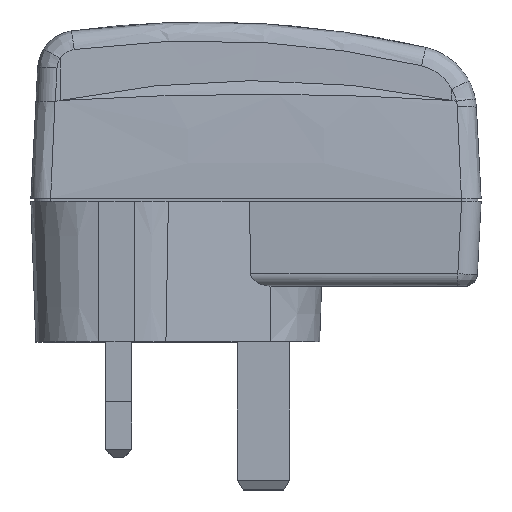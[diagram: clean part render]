
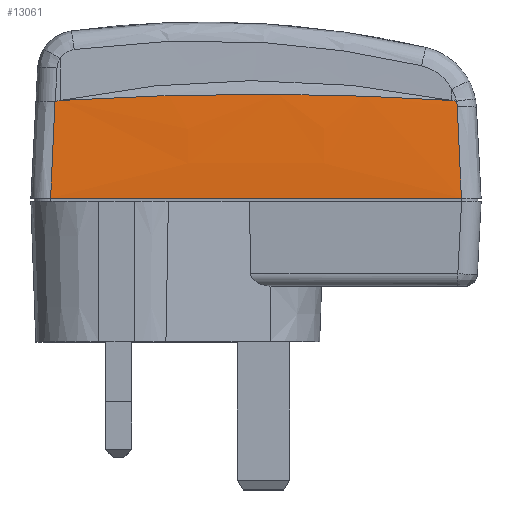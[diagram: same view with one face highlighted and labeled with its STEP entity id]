
A CAD part, top view. The second image highlights one B-rep face of the part: STEP entity #13061.
In plain terms, the highlighted free-form (B-spline) face has degree [3, 3] with [4, 4] control points.
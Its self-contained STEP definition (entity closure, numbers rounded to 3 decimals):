
#7969=DIRECTION('',(1.,0.,0.));
#7970=VECTOR('',#7969,62.941);
#7971=CARTESIAN_POINT('',(-31.47,0.,
15.9));
#7972=LINE('',#7971,#7970);
#8247=CARTESIAN_POINT('',(30.838,14.026,14.972));
#8248=CARTESIAN_POINT('',(30.908,12.471,15.134));
#8249=CARTESIAN_POINT('',(31.049,9.359,15.419));
#8250=CARTESIAN_POINT('',(31.26,4.683,15.728));
#8251=CARTESIAN_POINT('',(31.4,1.561,15.856));
#8252=CARTESIAN_POINT('',(31.47,0.,
15.9));
#8277=CARTESIAN_POINT('',(29.997,14.967,14.897));
#8278=CARTESIAN_POINT('',(30.112,14.945,14.896));
#8279=CARTESIAN_POINT('',(30.347,14.895,14.894));
#8280=CARTESIAN_POINT('',(30.576,14.851,14.892));
#8281=CARTESIAN_POINT('',(30.691,14.829,14.89));
#8283=CARTESIAN_POINT('',(30.756,14.828,14.889));
#8284=CARTESIAN_POINT('',(30.762,14.792,14.892));
#8285=CARTESIAN_POINT('',(30.773,14.718,14.9));
#8286=CARTESIAN_POINT('',(30.789,14.599,14.912));
#8287=CARTESIAN_POINT('',(30.804,14.472,14.926));
#8288=CARTESIAN_POINT('',(30.818,14.335,14.94));
#8289=CARTESIAN_POINT('',(30.829,14.187,14.955));
#8290=CARTESIAN_POINT('',(30.835,14.081,14.967));
#8291=CARTESIAN_POINT('',(30.838,14.026,14.972));
#8293=CARTESIAN_POINT('',(-30.759,14.815,14.89));
#8294=CARTESIAN_POINT('',(-30.633,14.84,14.891));
#8295=CARTESIAN_POINT('',(-30.381,14.888,14.894));
#8296=CARTESIAN_POINT('',(-30.124,14.942,14.896));
#8297=CARTESIAN_POINT('',(-29.997,14.967,14.897));
#8299=CARTESIAN_POINT('',(29.997,14.967,14.897));
#8300=CARTESIAN_POINT('',(24.998,15.28,15.019));
#8301=CARTESIAN_POINT('',(14.989,15.756,15.218));
#8302=CARTESIAN_POINT('',(0.,15.991,
15.325));
#8303=CARTESIAN_POINT('',(-14.989,15.756,15.218));
#8304=CARTESIAN_POINT('',(-24.998,15.28,15.019));
#8305=CARTESIAN_POINT('',(-29.997,14.967,14.897));
#8322=CARTESIAN_POINT('',(30.691,14.829,14.89));
#8331=CARTESIAN_POINT('',(30.756,14.828,14.889));
#8332=CARTESIAN_POINT('',(30.749,14.826,14.889));
#8333=CARTESIAN_POINT('',(30.735,14.825,14.889));
#8334=CARTESIAN_POINT('',(30.713,14.825,14.89));
#8335=CARTESIAN_POINT('',(30.698,14.827,14.89));
#8336=CARTESIAN_POINT('',(30.691,14.829,14.89));
#8433=CARTESIAN_POINT('',(-30.802,14.812,14.889));
#8434=CARTESIAN_POINT('',(-30.797,14.812,14.889));
#8435=CARTESIAN_POINT('',(-30.788,14.812,14.889));
#8436=CARTESIAN_POINT('',(-30.774,14.813,14.89));
#8437=CARTESIAN_POINT('',(-30.764,14.814,14.89));
#8438=CARTESIAN_POINT('',(-30.759,14.815,14.89));
#8486=CARTESIAN_POINT('',(-30.802,14.812,14.889));
#8487=CARTESIAN_POINT('',(-30.876,13.172,15.067));
#8488=CARTESIAN_POINT('',(-31.025,9.886,15.379));
#8489=CARTESIAN_POINT('',(-31.248,4.946,15.716));
#8490=CARTESIAN_POINT('',(-31.396,1.649,15.853));
#8491=CARTESIAN_POINT('',(-31.47,0.,
15.9));
#8504=CARTESIAN_POINT('',(-29.997,14.967,14.897));
#8512=CARTESIAN_POINT('',(29.997,14.967,14.897));
#12072=VERTEX_POINT('',#8504);
#12073=VERTEX_POINT('',#8512);
#12074=VERTEX_POINT('',#8247);
#12075=VERTEX_POINT('',#8252);
#12080=VERTEX_POINT('',#8322);
#12094=CARTESIAN_POINT('',(-30.759,14.815,
14.89));
#12095=VERTEX_POINT('',#12094);
#12096=VERTEX_POINT('',#8433);
#12098=VERTEX_POINT('',#8491);
#12099=VERTEX_POINT('',#8331);
#13026=CARTESIAN_POINT('',(-32.099,16.246,
14.679));
#13027=CARTESIAN_POINT('',(-10.7,16.225,
15.457));
#13028=CARTESIAN_POINT('',(10.7,16.225,15.457));
#13029=CARTESIAN_POINT('',(32.099,16.246,14.679));
#13030=CARTESIAN_POINT('',(-32.099,10.747,
15.344));
#13031=CARTESIAN_POINT('',(-10.7,10.721,
15.856));
#13032=CARTESIAN_POINT('',(10.7,10.721,15.856));
#13033=CARTESIAN_POINT('',(32.099,10.747,15.344));
#13034=CARTESIAN_POINT('',(-32.099,5.217,
15.755));
#13035=CARTESIAN_POINT('',(-10.7,5.199,
16.002));
#13036=CARTESIAN_POINT('',(10.7,5.199,16.002));
#13037=CARTESIAN_POINT('',(32.099,5.217,15.755));
#13038=CARTESIAN_POINT('',(-32.099,-0.319,
15.909));
#13039=CARTESIAN_POINT('',(-10.7,-0.318,
15.894));
#13040=CARTESIAN_POINT('',(10.7,-0.318,
15.894));
#13041=CARTESIAN_POINT('',(32.099,-0.319,
15.909));
#13042=B_SPLINE_SURFACE_WITH_KNOTS('',3,3,((#13026,#13027,#13028,#13029),
(#13030,#13031,#13032,#13033),(#13034,#13035,#13036,#13037),(#13038,#13039,
#13040,#13041)),.UNSPECIFIED.,.F.,.F.,.F.,(4,4),(4,4),(0.377,
1.012),(0.035,0.965),.UNSPECIFIED.);
#13044=ORIENTED_EDGE('',*,*,#13043,.T.);
#13046=ORIENTED_EDGE('',*,*,#13045,.F.);
#13048=ORIENTED_EDGE('',*,*,#13047,.T.);
#13049=ORIENTED_EDGE('',*,*,#13017,.T.);
#13050=ORIENTED_EDGE('',*,*,#12728,.F.);
#13052=ORIENTED_EDGE('',*,*,#13051,.F.);
#13054=ORIENTED_EDGE('',*,*,#13053,.T.);
#13056=ORIENTED_EDGE('',*,*,#13055,.T.);
#13058=ORIENTED_EDGE('',*,*,#13057,.F.);
#13059=EDGE_LOOP('',(#13044,#13046,#13048,#13049,#13050,#13052,#13054,#13056,
#13058));
#13060=FACE_OUTER_BOUND('',#13059,.F.);
#13061=ADVANCED_FACE('',(#13060),#13042,.T.);
#8253=B_SPLINE_CURVE_WITH_KNOTS('',3,(#8247,#8248,#8249,#8250,#8251,#8252),
.UNSPECIFIED.,.F.,.F.,(4,1,1,4),(0.,0.333,0.667,1.),
.UNSPECIFIED.);
#8282=B_SPLINE_CURVE_WITH_KNOTS('',3,(#8277,#8278,#8279,#8280,#8281),
.UNSPECIFIED.,.F.,.F.,(4,1,4),(0.,0.5,1.),.UNSPECIFIED.);
#8292=B_SPLINE_CURVE_WITH_KNOTS('',3,(#8283,#8284,#8285,#8286,#8287,#8288,#8289,
#8290,#8291),.UNSPECIFIED.,.F.,.F.,(4,1,1,1,1,1,4),(0.,0.167,
0.333,0.5,0.667,0.833,1.),
.UNSPECIFIED.);
#8298=B_SPLINE_CURVE_WITH_KNOTS('',3,(#8293,#8294,#8295,#8296,#8297),
.UNSPECIFIED.,.F.,.F.,(4,1,4),(0.,0.5,1.),.UNSPECIFIED.);
#8306=B_SPLINE_CURVE_WITH_KNOTS('',3,(#8299,#8300,#8301,#8302,#8303,#8304,
#8305),.UNSPECIFIED.,.F.,.F.,(4,1,1,1,4),(0.,0.25,0.5,0.75,1.),
.UNSPECIFIED.);
#8337=B_SPLINE_CURVE_WITH_KNOTS('',3,(#8331,#8332,#8333,#8334,#8335,#8336),
.UNSPECIFIED.,.F.,.F.,(4,1,1,4),(0.,0.333,0.667,1.),
.UNSPECIFIED.);
#8439=B_SPLINE_CURVE_WITH_KNOTS('',3,(#8433,#8434,#8435,#8436,#8437,#8438),
.UNSPECIFIED.,.F.,.F.,(4,1,1,4),(0.,0.333,0.667,1.),
.UNSPECIFIED.);
#8492=B_SPLINE_CURVE_WITH_KNOTS('',3,(#8486,#8487,#8488,#8489,#8490,#8491),
.UNSPECIFIED.,.F.,.F.,(4,1,1,4),(0.,0.333,0.667,1.),
.UNSPECIFIED.);
#12728=EDGE_CURVE('',#12098,#12075,#7972,.T.);
#13017=EDGE_CURVE('',#12074,#12075,#8253,.T.);
#13043=EDGE_CURVE('',#12073,#12080,#8282,.T.);
#13045=EDGE_CURVE('',#12099,#12080,#8337,.T.);
#13047=EDGE_CURVE('',#12099,#12074,#8292,.T.);
#13051=EDGE_CURVE('',#12096,#12098,#8492,.T.);
#13053=EDGE_CURVE('',#12096,#12095,#8439,.T.);
#13055=EDGE_CURVE('',#12095,#12072,#8298,.T.);
#13057=EDGE_CURVE('',#12073,#12072,#8306,.T.);
